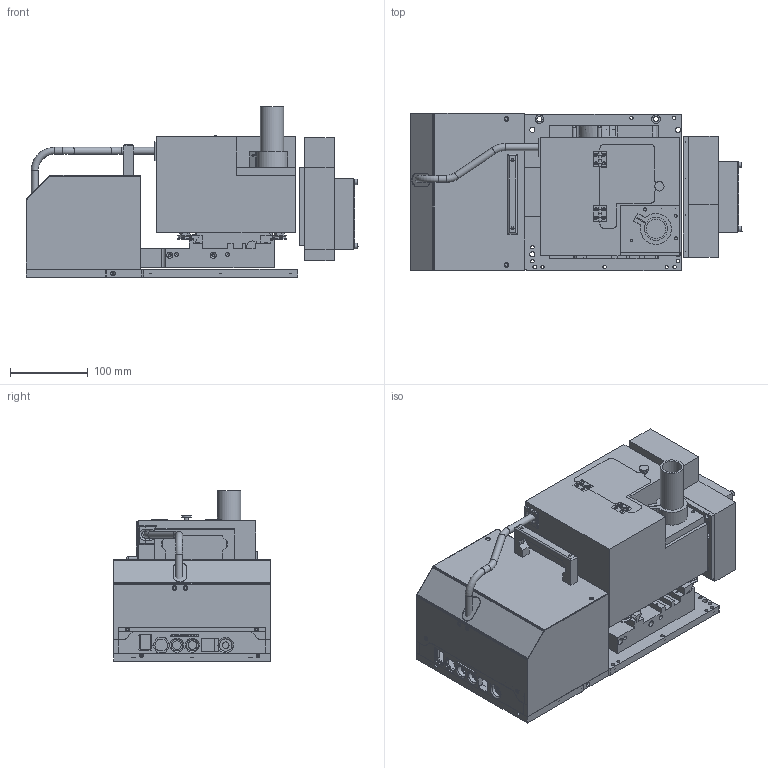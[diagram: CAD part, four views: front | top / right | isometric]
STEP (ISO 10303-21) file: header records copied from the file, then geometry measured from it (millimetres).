
FILE_DESCRIPTION(/* description */ (''),/* implementation_level */ '2;1');
FILE_NAME(/* name */ 'MSM+35-STEP',/* time_stamp */ '2020-11-23T10:01:22+01:00',/* author */ (''),/* organization */ (''),/* preprocessor_version */ 'ST-DEVELOPER v16.5',/* originating_system */ 'HiCAD 2020 2501.0 Build 260',/* authorisation */ '');
FILE_SCHEMA (('AUTOMOTIVE_DESIGN { 1 0 10303 214 1 1 1 1 }'));
Bounding box: 427.3 x 202 x 219.4 mm (x, y, z)
Volume: 8945260.6 mm3; surface area: 930652.9 mm2
Topology: 49 solids, 49 shells, 1696 faces, 4521 edges, 3014 vertices
Faces by surface type: plane 812, cylinder 708, cone 151, torus 15, sphere 10
Full cylindrical faces by diameter (mm): 1.509 x6, 1.6 x10, 2.05 x9, 2.5 x25, 3 x4, 3.141 x2, 3.3 x16, 3.4 x21, 3.5 x8, 4 x8, 4.3 x9, 4.5 x17, 4.6 x2, 4.7 x4, 5 x14, 5.5 x3, 6 x6, 6.5 x18, 6.6 x6, 7 x4, 8 x22, 8.5 x1, 9 x6, 10 x2, 11 x2, 11.1 x2, 11.63 x2, 12 x5, 13 x1, 15 x2
Entity records: 54215 total; most frequent: CARTESIAN_POINT 12824, DIRECTION 8817, ORIENTED_EDGE 7812, EDGE_CURVE 3906, AXIS2_PLACEMENT_3D 3276, VERTEX_POINT 2815, FACE_BOUND 2575, EDGE_LOOP 2540
